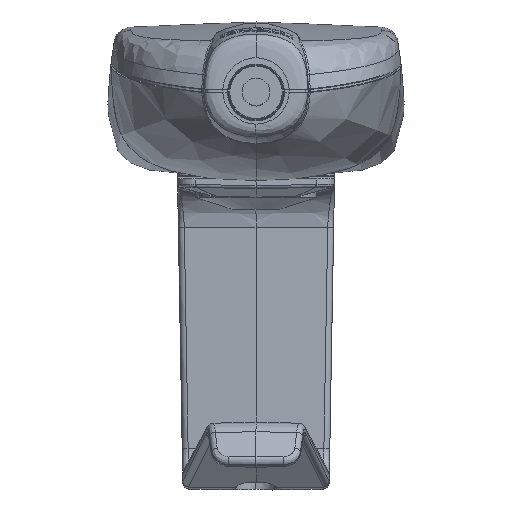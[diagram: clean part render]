
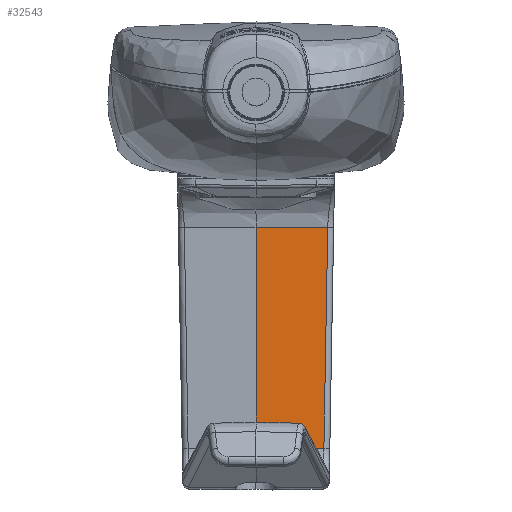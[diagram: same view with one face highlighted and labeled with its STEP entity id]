
A CAD part, top view. The second image highlights one B-rep face of the part: STEP entity #32543.
In plain terms, the highlighted planar face has unit normal (0.018, 0, 1).
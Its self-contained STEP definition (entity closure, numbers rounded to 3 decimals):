
#24944 = CARTESIAN_POINT ( 'NONE',  ( 0., -61.299, -69.399 ) ) ;
#24945 = DIRECTION ( 'NONE',  ( 0., -1., 0. ) ) ;
#24946 = VECTOR ( 'NONE', #24945, 1000. ) ;
#24947 = CARTESIAN_POINT ( 'NONE',  ( 0., -22.968, -69.399 ) ) ;
#24948 = LINE ( 'NONE', #24947, #24946 ) ;
#24980 = CARTESIAN_POINT ( 'NONE',  ( 11.878, -24.799, -69.606 ) ) ;
#25139 = DIRECTION ( 'NONE',  ( -0.017, -1., 0. ) ) ;
#25140 = VECTOR ( 'NONE', #25139, 1000. ) ;
#25141 = CARTESIAN_POINT ( 'NONE',  ( 11.241, -61.299, -69.595 ) ) ;
#25142 = LINE ( 'NONE', #25141, #25140 ) ;
#25143 = CARTESIAN_POINT ( 'NONE',  ( 11.241, -61.299, -69.595 ) ) ;
#25144 = DIRECTION ( 'NONE',  ( 1., 0., -0.017 ) ) ;
#25145 = VECTOR ( 'NONE', #25144, 1000. ) ;
#25146 = CARTESIAN_POINT ( 'NONE',  ( 499000., -61.299, -8779.476 ) ) ;
#25151 = LINE ( 'NONE', #25146, #25145 ) ;
#25159 = DIRECTION ( 'NONE',  ( -1., 0., 0.017 ) ) ;
#25160 = DIRECTION ( 'NONE',  ( 0.017, 0., 1. ) ) ;
#25161 = CARTESIAN_POINT ( 'NONE',  ( 0., -22.968, -69.399 ) ) ;
#25162 = AXIS2_PLACEMENT_3D ( 'NONE', #25161, #25160, #25159 ) ;
#25163 = PLANE ( 'NONE',  #25162 ) ;
#25165 = FACE_OUTER_BOUND ( 'NONE', #35621, .T. ) ;
#25166 = DIRECTION ( 'NONE',  ( -1., 0., 0.017 ) ) ;
#25167 = VECTOR ( 'NONE', #25166, 1000. ) ;
#25168 = CARTESIAN_POINT ( 'NONE',  ( 0., -24.799, -69.399 ) ) ;
#25169 = LINE ( 'NONE', #25168, #25167 ) ;
#25170 = CARTESIAN_POINT ( 'NONE',  ( 0., -24.799, -69.399 ) ) ;
#32463 = ORIENTED_EDGE ( 'NONE', *, *, #32542, .T. ) ;
#32464 = ORIENTED_EDGE ( 'NONE', *, *, #32465, .T. ) ;
#32465 = EDGE_CURVE ( 'NONE', #32540, #32466, #24948, .T. ) ;
#32466 = VERTEX_POINT ( 'NONE', #24944 ) ;
#32467 = ORIENTED_EDGE ( 'NONE', *, *, #32522, .T. ) ;
#32478 = VERTEX_POINT ( 'NONE', #24980 ) ;
#32522 = EDGE_CURVE ( 'NONE', #32466, #32523, #25151, .T. ) ;
#32523 = VERTEX_POINT ( 'NONE', #25143 ) ;
#32524 = ORIENTED_EDGE ( 'NONE', *, *, #32525, .F. ) ;
#32525 = EDGE_CURVE ( 'NONE', #32478, #32523, #25142, .T. ) ;
#32540 = VERTEX_POINT ( 'NONE', #25170 ) ;
#32542 = EDGE_CURVE ( 'NONE', #32478, #32540, #25169, .T. ) ;
#32543 = ADVANCED_FACE ( 'NONE', ( #25165 ), #25163, .T. ) ;
#35621 = EDGE_LOOP ( 'NONE', ( #32463, #32464, #32467, #32524 ) ) ;
